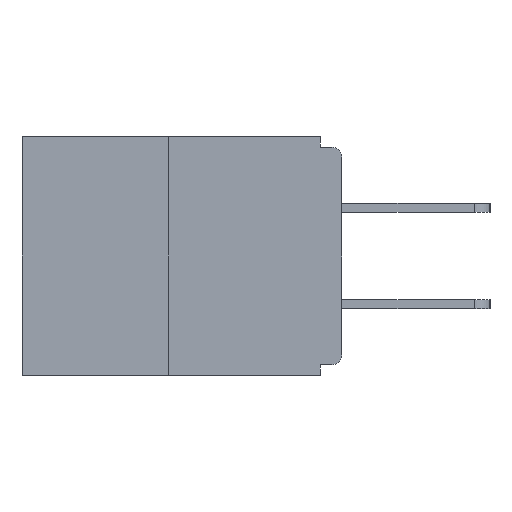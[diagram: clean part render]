
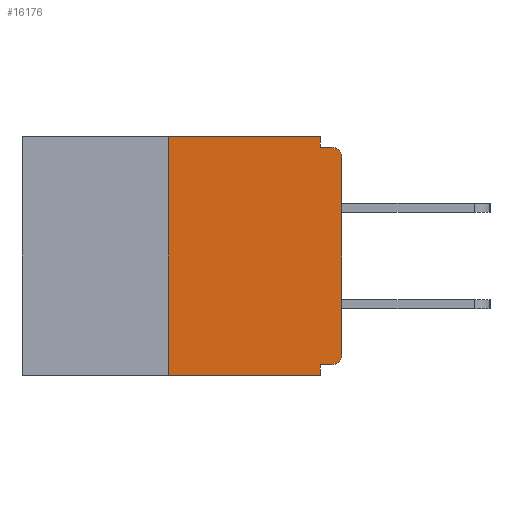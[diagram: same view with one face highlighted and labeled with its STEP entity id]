
A CAD part, left-side view. The second image highlights one B-rep face of the part: STEP entity #16176.
In plain terms, the highlighted planar face has unit normal (-1, 0, 0).
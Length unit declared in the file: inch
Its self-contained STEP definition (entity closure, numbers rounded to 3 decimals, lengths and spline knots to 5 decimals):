
#153 = CARTESIAN_POINT ( 'NONE',  ( 0., 0.015, -0.015 ) ) ;
#378 = DIRECTION ( 'NONE',  ( 0., 0., 1. ) ) ;
#608 = DIRECTION ( 'NONE',  ( 0., 0., 1. ) ) ;
#619 = VERTEX_POINT ( 'NONE', #5425 ) ;
#658 = AXIS2_PLACEMENT_3D ( 'NONE', #9972, #8299, #6959 ) ;
#1068 = VERTEX_POINT ( 'NONE', #11704 ) ;
#1204 = VECTOR ( 'NONE', #6693, 39.37008 ) ;
#1506 = ORIENTED_EDGE ( 'NONE', *, *, #14683, .T. ) ;
#1519 = CARTESIAN_POINT ( 'NONE',  ( 0., 0., 0. ) ) ;
#2154 = LINE ( 'NONE', #5369, #1204 ) ;
#2308 = CARTESIAN_POINT ( 'NONE',  ( 0., 0., -0.313 ) ) ;
#2488 = FACE_OUTER_BOUND ( 'NONE', #2961, .T. ) ;
#2529 = PLANE ( 'NONE',  #6491 ) ;
#2551 = VERTEX_POINT ( 'NONE', #2308 ) ;
#2786 = ORIENTED_EDGE ( 'NONE', *, *, #17670, .F. ) ;
#2961 = EDGE_LOOP ( 'NONE', ( #2786, #8903, #11492, #7139, #8701, #18789, #1506, #7173, #12945, #18335 ) ) ;
#3074 = EDGE_CURVE ( 'NONE', #1068, #2551, #12974, .T. ) ;
#3212 = LINE ( 'NONE', #15589, #14821 ) ;
#3960 = VECTOR ( 'NONE', #13514, 39.37008 ) ;
#4194 = DIRECTION ( 'NONE',  ( -1., 0., 0. ) ) ;
#4494 = CARTESIAN_POINT ( 'NONE',  ( 0., 0.031, -0.328 ) ) ;
#4891 = CARTESIAN_POINT ( 'NONE',  ( 0., 0.031, -0.343 ) ) ;
#5369 = CARTESIAN_POINT ( 'NONE',  ( 0., 0.031, -0.343 ) ) ;
#5425 = CARTESIAN_POINT ( 'NONE',  ( 0., 0.25, -0.343 ) ) ;
#5556 = VERTEX_POINT ( 'NONE', #6004 ) ;
#5568 = CARTESIAN_POINT ( 'NONE',  ( 0., 0.031, -0.015 ) ) ;
#5689 = VECTOR ( 'NONE', #608, 39.37008 ) ;
#5724 = CIRCLE ( 'NONE', #658, 0.015 ) ;
#5942 = VECTOR ( 'NONE', #9400, 39.37008 ) ;
#6004 = CARTESIAN_POINT ( 'NONE',  ( 0., 0.25, 0. ) ) ;
#6351 = EDGE_CURVE ( 'NONE', #14464, #12013, #7201, .T. ) ;
#6491 = AXIS2_PLACEMENT_3D ( 'NONE', #13129, #12938, #14651 ) ;
#6693 = DIRECTION ( 'NONE',  ( 0., 0., -1. ) ) ;
#6733 = EDGE_CURVE ( 'NONE', #8235, #11133, #5724, .T. ) ;
#6754 = EDGE_CURVE ( 'NONE', #1068, #15203, #15692, .T. ) ;
#6959 = DIRECTION ( 'NONE',  ( 0., 0., -1. ) ) ;
#7139 = ORIENTED_EDGE ( 'NONE', *, *, #11868, .F. ) ;
#7164 = VECTOR ( 'NONE', #8364, 39.37008 ) ;
#7173 = ORIENTED_EDGE ( 'NONE', *, *, #6733, .T. ) ;
#7201 = LINE ( 'NONE', #17464, #19497 ) ;
#8046 = DIRECTION ( 'NONE',  ( 0., -1., 0. ) ) ;
#8200 = EDGE_CURVE ( 'NONE', #619, #16420, #9030, .T. ) ;
#8235 = VERTEX_POINT ( 'NONE', #11174 ) ;
#8299 = DIRECTION ( 'NONE',  ( -1., 0., 0. ) ) ;
#8364 = DIRECTION ( 'NONE',  ( 0., 1., 0. ) ) ;
#8374 = EDGE_CURVE ( 'NONE', #619, #5556, #9275, .T. ) ;
#8701 = ORIENTED_EDGE ( 'NONE', *, *, #6754, .F. ) ;
#8903 = ORIENTED_EDGE ( 'NONE', *, *, #8374, .F. ) ;
#9030 = LINE ( 'NONE', #14092, #5942 ) ;
#9275 = LINE ( 'NONE', #14076, #5689 ) ;
#9400 = DIRECTION ( 'NONE',  ( 0., -1., 0. ) ) ;
#9972 = CARTESIAN_POINT ( 'NONE',  ( 0., 0.015, -0.03 ) ) ;
#10311 = AXIS2_PLACEMENT_3D ( 'NONE', #17835, #4194, #16182 ) ;
#11087 = VECTOR ( 'NONE', #378, 39.37008 ) ;
#11133 = VERTEX_POINT ( 'NONE', #153 ) ;
#11174 = CARTESIAN_POINT ( 'NONE',  ( 0., 0., -0.03 ) ) ;
#11492 = ORIENTED_EDGE ( 'NONE', *, *, #8200, .T. ) ;
#11704 = CARTESIAN_POINT ( 'NONE',  ( 0., 0.015, -0.328 ) ) ;
#11868 = EDGE_CURVE ( 'NONE', #15203, #16420, #2154, .T. ) ;
#12013 = VERTEX_POINT ( 'NONE', #5568 ) ;
#12496 = LINE ( 'NONE', #18199, #3960 ) ;
#12938 = DIRECTION ( 'NONE',  ( 1., 0., 0. ) ) ;
#12945 = ORIENTED_EDGE ( 'NONE', *, *, #19096, .F. ) ;
#12974 = CIRCLE ( 'NONE', #10311, 0.015 ) ;
#13129 = CARTESIAN_POINT ( 'NONE',  ( 0., 0.46, 0. ) ) ;
#13514 = DIRECTION ( 'NONE',  ( 0., -1., 0. ) ) ;
#14076 = CARTESIAN_POINT ( 'NONE',  ( 0., 0.25, 0. ) ) ;
#14092 = CARTESIAN_POINT ( 'NONE',  ( 0., 0.46, -0.343 ) ) ;
#14464 = VERTEX_POINT ( 'NONE', #14783 ) ;
#14651 = DIRECTION ( 'NONE',  ( 0., 0., -1. ) ) ;
#14683 = EDGE_CURVE ( 'NONE', #2551, #8235, #15812, .T. ) ;
#14783 = CARTESIAN_POINT ( 'NONE',  ( 0., 0.031, 0. ) ) ;
#14821 = VECTOR ( 'NONE', #8046, 39.37008 ) ;
#15203 = VERTEX_POINT ( 'NONE', #4494 ) ;
#15589 = CARTESIAN_POINT ( 'NONE',  ( 0., 0., -0.015 ) ) ;
#15692 = LINE ( 'NONE', #17415, #7164 ) ;
#15812 = LINE ( 'NONE', #1519, #11087 ) ;
#15889 = DIRECTION ( 'NONE',  ( 0., 0., -1. ) ) ;
#16176 = ADVANCED_FACE ( 'NONE', ( #2488 ), #2529, .F. ) ;
#16182 = DIRECTION ( 'NONE',  ( 0., 0., -1. ) ) ;
#16420 = VERTEX_POINT ( 'NONE', #4891 ) ;
#17415 = CARTESIAN_POINT ( 'NONE',  ( 0., 0., -0.328 ) ) ;
#17464 = CARTESIAN_POINT ( 'NONE',  ( 0., 0.031, 0. ) ) ;
#17670 = EDGE_CURVE ( 'NONE', #5556, #14464, #12496, .T. ) ;
#17835 = CARTESIAN_POINT ( 'NONE',  ( 0., 0.015, -0.313 ) ) ;
#18199 = CARTESIAN_POINT ( 'NONE',  ( 0., 0.46, 0. ) ) ;
#18335 = ORIENTED_EDGE ( 'NONE', *, *, #6351, .F. ) ;
#18789 = ORIENTED_EDGE ( 'NONE', *, *, #3074, .T. ) ;
#19096 = EDGE_CURVE ( 'NONE', #12013, #11133, #3212, .T. ) ;
#19497 = VECTOR ( 'NONE', #15889, 39.37008 ) ;
